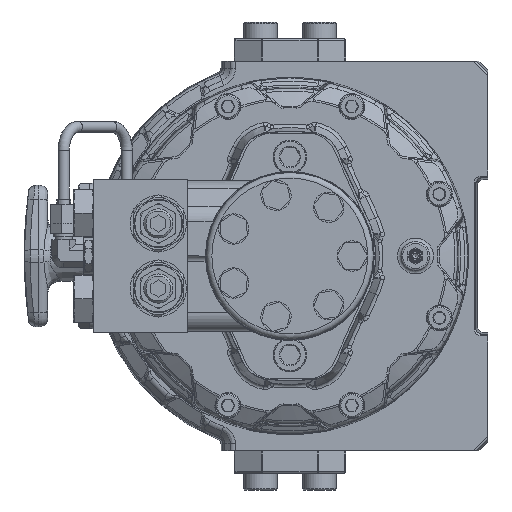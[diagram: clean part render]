
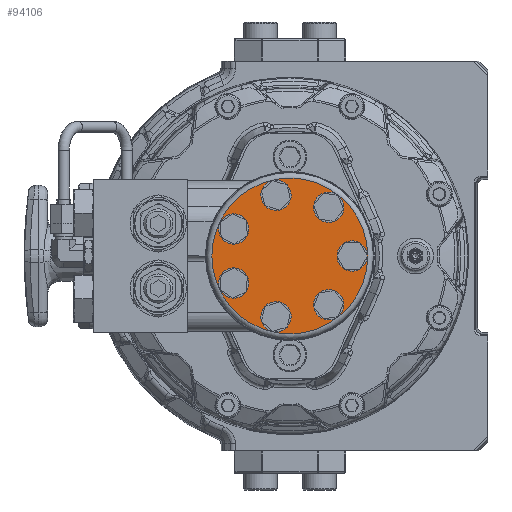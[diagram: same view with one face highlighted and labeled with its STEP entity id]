
A CAD part, left-side view. The second image highlights one B-rep face of the part: STEP entity #94106.
In plain terms, the highlighted planar face has unit normal (-1, 0, 0).
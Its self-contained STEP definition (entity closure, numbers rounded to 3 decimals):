
#197=FACE_BOUND('',#26477,.T.);
#198=FACE_BOUND('',#26478,.T.);
#199=FACE_BOUND('',#26479,.T.);
#200=FACE_BOUND('',#26480,.T.);
#201=FACE_BOUND('',#26481,.T.);
#202=FACE_BOUND('',#26482,.T.);
#203=FACE_BOUND('',#26483,.T.);
#21256=FACE_OUTER_BOUND('',#26476,.T.);
#26476=EDGE_LOOP('',(#68861));
#26477=EDGE_LOOP('',(#68862));
#26478=EDGE_LOOP('',(#68863));
#26479=EDGE_LOOP('',(#68864));
#26480=EDGE_LOOP('',(#68865));
#26481=EDGE_LOOP('',(#68866));
#26482=EDGE_LOOP('',(#68867));
#26483=EDGE_LOOP('',(#68868));
#31123=CIRCLE('',#101166,41.9);
#31129=CIRCLE('',#101174,8.141);
#31138=CIRCLE('',#101205,8.141);
#31145=CIRCLE('',#101218,8.141);
#31153=CIRCLE('',#101240,8.141);
#31162=CIRCLE('',#101271,8.141);
#31169=CIRCLE('',#101284,8.141);
#31177=CIRCLE('',#101314,8.141);
#36690=VERTEX_POINT('',#174928);
#36696=VERTEX_POINT('',#174943);
#36718=VERTEX_POINT('',#175032);
#36724=VERTEX_POINT('',#175053);
#36738=VERTEX_POINT('',#175108);
#36760=VERTEX_POINT('',#175197);
#36766=VERTEX_POINT('',#175218);
#36788=VERTEX_POINT('',#175306);
#48558=EDGE_CURVE('',#36690,#36690,#31123,.T.);
#48566=EDGE_CURVE('',#36696,#36696,#31129,.T.);
#48611=EDGE_CURVE('',#36718,#36718,#31138,.T.);
#48620=EDGE_CURVE('',#36724,#36724,#31145,.T.);
#48647=EDGE_CURVE('',#36738,#36738,#31153,.T.);
#48692=EDGE_CURVE('',#36760,#36760,#31162,.T.);
#48701=EDGE_CURVE('',#36766,#36766,#31169,.T.);
#48745=EDGE_CURVE('',#36788,#36788,#31177,.T.);
#68861=ORIENTED_EDGE('',*,*,#48558,.F.);
#68862=ORIENTED_EDGE('',*,*,#48745,.F.);
#68863=ORIENTED_EDGE('',*,*,#48701,.F.);
#68864=ORIENTED_EDGE('',*,*,#48692,.F.);
#68865=ORIENTED_EDGE('',*,*,#48647,.F.);
#68866=ORIENTED_EDGE('',*,*,#48620,.F.);
#68867=ORIENTED_EDGE('',*,*,#48611,.F.);
#68868=ORIENTED_EDGE('',*,*,#48566,.F.);
#85858=PLANE('',#101322);
#94106=ADVANCED_FACE('',(#21256,#197,#198,#199,#200,#201,#202,#203),#85858,
 .T.);
#101166=AXIS2_PLACEMENT_3D('',#174929,#116719,#116720);
#101174=AXIS2_PLACEMENT_3D('',#174945,#116737,#116738);
#101205=AXIS2_PLACEMENT_3D('',#175034,#116835,#116836);
#101218=AXIS2_PLACEMENT_3D('',#175055,#116863,#116864);
#101240=AXIS2_PLACEMENT_3D('',#175110,#116926,#116927);
#101271=AXIS2_PLACEMENT_3D('',#175199,#117024,#117025);
#101284=AXIS2_PLACEMENT_3D('',#175220,#117052,#117053);
#101314=AXIS2_PLACEMENT_3D('',#175308,#117148,#117149);
#101322=AXIS2_PLACEMENT_3D('',#175316,#117164,#117165);
#116719=DIRECTION('center_axis',(1.,0.,0.));
#116720=DIRECTION('ref_axis',(0.,1.,0.));
#116737=DIRECTION('center_axis',(-1.,0.,0.));
#116738=DIRECTION('ref_axis',(0.,0.,
1.));
#116835=DIRECTION('center_axis',(-1.,0.,0.));
#116836=DIRECTION('ref_axis',(0.,0.,
1.));
#116863=DIRECTION('center_axis',(-1.,0.,0.));
#116864=DIRECTION('ref_axis',(0.,0.,
1.));
#116926=DIRECTION('center_axis',(-1.,0.,0.));
#116927=DIRECTION('ref_axis',(0.,0.,
1.));
#117024=DIRECTION('center_axis',(-1.,0.,0.));
#117025=DIRECTION('ref_axis',(0.,0.,
1.));
#117052=DIRECTION('center_axis',(-1.,0.,0.));
#117053=DIRECTION('ref_axis',(0.,0.,
1.));
#117148=DIRECTION('center_axis',(-1.,0.,0.));
#117149=DIRECTION('ref_axis',(0.,0.,
1.));
#117164=DIRECTION('center_axis',(-1.,0.,0.));
#117165=DIRECTION('ref_axis',(0.,-1.,0.));
#174928=CARTESIAN_POINT('',(-359.9,41.9,0.));
#174929=CARTESIAN_POINT('Origin',(-359.9,0.,
0.));
#174943=CARTESIAN_POINT('',(-359.9,-14.522,-31.267));
#174945=CARTESIAN_POINT('Origin',(-359.9,-20.887,-26.191));
#175032=CARTESIAN_POINT('',(-359.9,15.391,-30.849));
#175034=CARTESIAN_POINT('Origin',(-359.9,7.454,-32.66));
#175053=CARTESIAN_POINT('',(-359.9,33.715,-7.201));
#175055=CARTESIAN_POINT('Origin',(-359.9,30.182,-14.535));
#175108=CARTESIAN_POINT('',(-359.9,26.65,21.87));
#175110=CARTESIAN_POINT('Origin',(-359.9,30.182,14.535));
#175197=CARTESIAN_POINT('',(-359.9,-0.482,34.472));
#175199=CARTESIAN_POINT('Origin',(-359.9,7.454,32.66));
#175218=CARTESIAN_POINT('',(-359.9,-27.252,21.116));
#175220=CARTESIAN_POINT('Origin',(-359.9,-20.887,26.191));
#175306=CARTESIAN_POINT('',(-359.9,-33.5,-8.141));
#175308=CARTESIAN_POINT('Origin',(-359.9,-33.5,0.));
#175316=CARTESIAN_POINT('Origin',(-359.9,0.,
0.));
